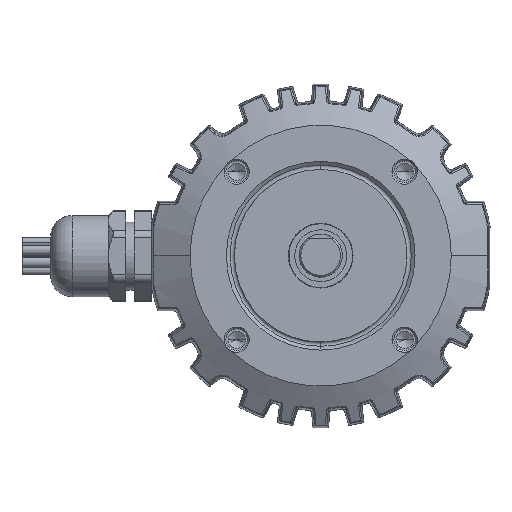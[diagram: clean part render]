
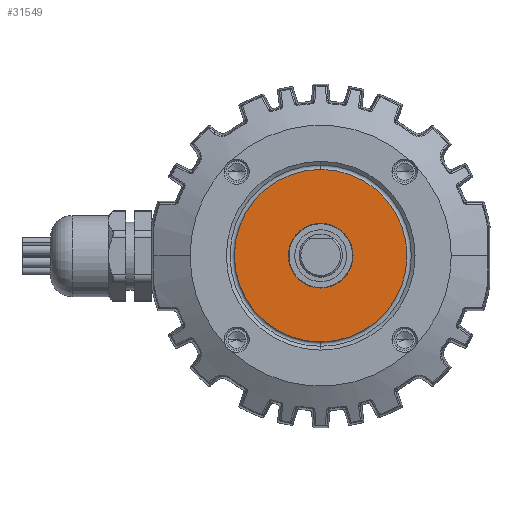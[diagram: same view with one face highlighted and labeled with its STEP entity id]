
A CAD part, top view. The second image highlights one B-rep face of the part: STEP entity #31549.
In plain terms, the highlighted planar face has unit normal (0, 0, 1).
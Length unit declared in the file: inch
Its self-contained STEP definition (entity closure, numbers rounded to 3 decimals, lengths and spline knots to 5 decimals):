
#3389 = EDGE_CURVE ( 'NONE', #51605, #51224, #43790, .T. ) ;
#4248 = DIRECTION ( 'NONE',  ( 0., 1., 0. ) ) ;
#4330 = DIRECTION ( 'NONE',  ( 0., 1., 0. ) ) ;
#4781 = CARTESIAN_POINT ( 'NONE',  ( 0., 0., 1.433 ) ) ;
#4795 = DIRECTION ( 'NONE',  ( 0., 0., -1. ) ) ;
#5239 = DIRECTION ( 'NONE',  ( 0., 0., -1. ) ) ;
#5266 = CARTESIAN_POINT ( 'NONE',  ( 0., 0., 1.433 ) ) ;
#5566 = DIRECTION ( 'NONE',  ( 0., 1., 0. ) ) ;
#5567 = DIRECTION ( 'NONE',  ( 0., 0., -1. ) ) ;
#5568 = CARTESIAN_POINT ( 'NONE',  ( 0., 0., 1.433 ) ) ;
#9934 = CARTESIAN_POINT ( 'NONE',  ( 0., 0., 1.433 ) ) ;
#9935 = DIRECTION ( 'NONE',  ( 0., 0., -1. ) ) ;
#9936 = DIRECTION ( 'NONE',  ( 0., 1., 0. ) ) ;
#13451 = CIRCLE ( 'NONE', #47293, 0.99925 ) ;
#13453 = CIRCLE ( 'NONE', #47292, 0.375 ) ;
#14049 = AXIS2_PLACEMENT_3D ( 'NONE', #9934, #9935, #9936 ) ;
#15740 = CARTESIAN_POINT ( 'NONE',  ( 0., -0.99925, 1.433 ) ) ;
#16034 = CARTESIAN_POINT ( 'NONE',  ( 0., 0.99925, 1.433 ) ) ;
#16051 = CARTESIAN_POINT ( 'NONE',  ( 0., -0.375, 1.433 ) ) ;
#16369 = CARTESIAN_POINT ( 'NONE',  ( 0., 0.375, 1.433 ) ) ;
#19449 = EDGE_CURVE ( 'NONE', #51224, #51605, #13451, .T. ) ;
#19452 = EDGE_CURVE ( 'NONE', #51635, #52214, #13453, .T. ) ;
#20311 = AXIS2_PLACEMENT_3D ( 'NONE', #5568, #5567, #5566 ) ;
#30043 = AXIS2_PLACEMENT_3D ( 'NONE', #48790, #48794, #48796 ) ;
#31549 = ADVANCED_FACE ( 'NONE', ( #33394, #33386 ), #48758, .T. ) ;
#33386 = FACE_BOUND ( 'NONE', #51920, .T. ) ;
#33394 = FACE_OUTER_BOUND ( 'NONE', #51934, .T. ) ;
#33907 = CIRCLE ( 'NONE', #14049, 0.375 ) ;
#37512 = ORIENTED_EDGE ( 'NONE', *, *, #3389, .F. ) ;
#37513 = ORIENTED_EDGE ( 'NONE', *, *, #19449, .F. ) ;
#37514 = ORIENTED_EDGE ( 'NONE', *, *, #49947, .T. ) ;
#37515 = ORIENTED_EDGE ( 'NONE', *, *, #19452, .T. ) ;
#43790 = CIRCLE ( 'NONE', #20311, 0.99925 ) ;
#47292 = AXIS2_PLACEMENT_3D ( 'NONE', #5266, #5239, #4248 ) ;
#47293 = AXIS2_PLACEMENT_3D ( 'NONE', #4781, #4795, #4330 ) ;
#48758 = PLANE ( 'NONE',  #30043 ) ;
#48790 = CARTESIAN_POINT ( 'NONE',  ( 0., 0., 1.433 ) ) ;
#48794 = DIRECTION ( 'NONE',  ( 0., 0., 1. ) ) ;
#48796 = DIRECTION ( 'NONE',  ( 1., 0., 0. ) ) ;
#49947 = EDGE_CURVE ( 'NONE', #52214, #51635, #33907, .T. ) ;
#51224 = VERTEX_POINT ( 'NONE', #15740 ) ;
#51605 = VERTEX_POINT ( 'NONE', #16034 ) ;
#51635 = VERTEX_POINT ( 'NONE', #16051 ) ;
#51920 = EDGE_LOOP ( 'NONE', ( #37514, #37515 ) ) ;
#51934 = EDGE_LOOP ( 'NONE', ( #37512, #37513 ) ) ;
#52214 = VERTEX_POINT ( 'NONE', #16369 ) ;
